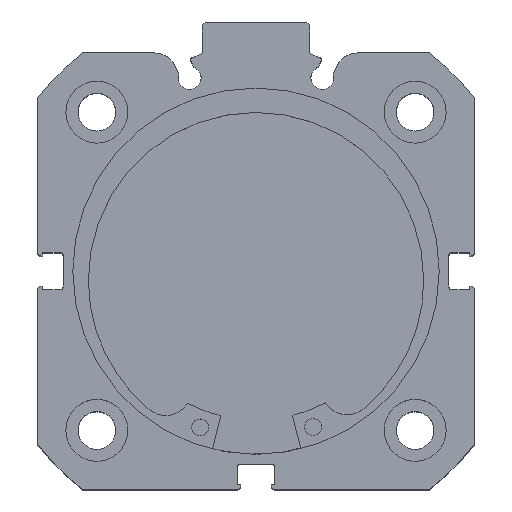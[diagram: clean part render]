
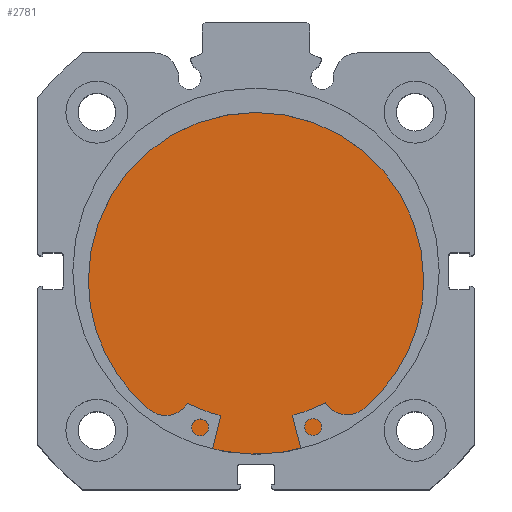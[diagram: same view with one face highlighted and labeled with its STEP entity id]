
A CAD part, top view. The second image highlights one B-rep face of the part: STEP entity #2781.
In plain terms, the highlighted face is planar.
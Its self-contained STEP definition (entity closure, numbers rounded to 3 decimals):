
#259 = FACE_OUTER_BOUND ( 'NONE', #2365, .T. ) ;
#533 = CIRCLE ( 'NONE', #5461, 32.5 ) ;
#548 = CIRCLE ( 'NONE', #5455, 32.5 ) ;
#1499 = VERTEX_POINT ( 'NONE', #1748 ) ;
#1583 = CARTESIAN_POINT ( 'NONE',  ( 9.5, 0., -32.5 ) ) ;
#1699 = VERTEX_POINT ( 'NONE', #1583 ) ;
#1748 = CARTESIAN_POINT ( 'NONE',  ( 9.5, 0., 32.5 ) ) ;
#2365 = EDGE_LOOP ( 'NONE', ( #2423, #2422 ) ) ;
#2422 = ORIENTED_EDGE ( 'NONE', *, *, #4113, .F. ) ;
#2423 = ORIENTED_EDGE ( 'NONE', *, *, #4104, .F. ) ;
#2781 = ADVANCED_FACE ( 'NONE', ( #259 ), #5602, .F. ) ;
#4104 = EDGE_CURVE ( 'NONE', #1499, #1699, #533, .T. ) ;
#4113 = EDGE_CURVE ( 'NONE', #1699, #1499, #548, .T. ) ;
#5412 = AXIS2_PLACEMENT_3D ( 'NONE', #5600, #5621, #5654 ) ;
#5455 = AXIS2_PLACEMENT_3D ( 'NONE', #5846, #5848, #5849 ) ;
#5461 = AXIS2_PLACEMENT_3D ( 'NONE', #5823, #5824, #5825 ) ;
#5600 = CARTESIAN_POINT ( 'NONE',  ( 9.5, 32.5, 0. ) ) ;
#5602 = PLANE ( 'NONE',  #5412 ) ;
#5621 = DIRECTION ( 'NONE',  ( -1., 0., 0. ) ) ;
#5654 = DIRECTION ( 'NONE',  ( 0., 0., 1. ) ) ;
#5823 = CARTESIAN_POINT ( 'NONE',  ( 9.5, 0., 0. ) ) ;
#5824 = DIRECTION ( 'NONE',  ( -1., 0., 0. ) ) ;
#5825 = DIRECTION ( 'NONE',  ( 0., 0., 1. ) ) ;
#5846 = CARTESIAN_POINT ( 'NONE',  ( 9.5, 0., 0. ) ) ;
#5848 = DIRECTION ( 'NONE',  ( -1., 0., 0. ) ) ;
#5849 = DIRECTION ( 'NONE',  ( 0., 0., 1. ) ) ;
